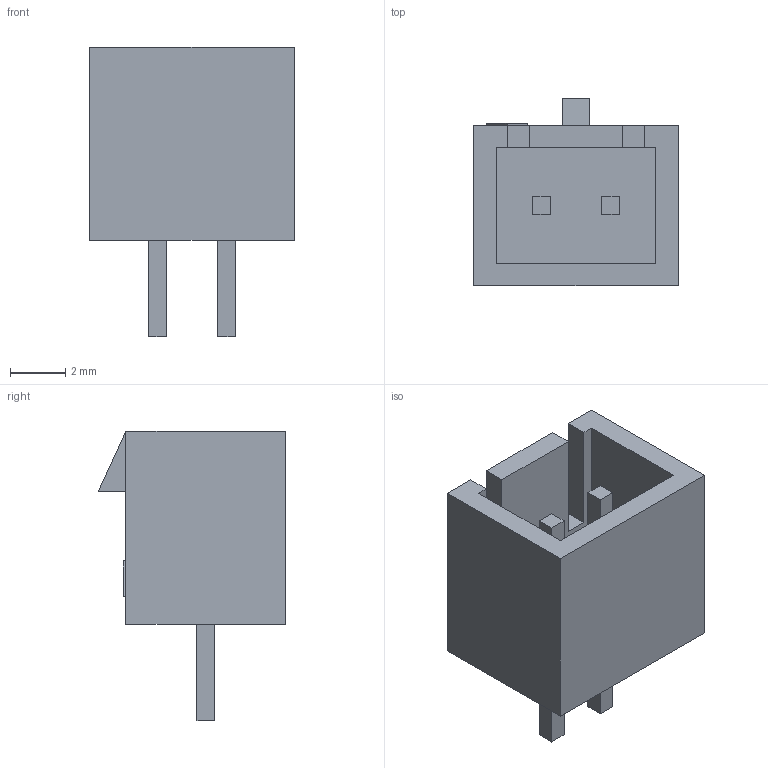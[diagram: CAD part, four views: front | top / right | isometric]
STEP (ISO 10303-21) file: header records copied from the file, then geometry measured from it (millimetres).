
FILE_DESCRIPTION(('FreeCAD Model'),'2;1');
FILE_NAME('연호전자_SMW250-02P.STEP', '2020-08-18T14:02:16',('Author'),(''), 'Open CASCADE STEP processor 7.3','FreeCAD','Unknown');
FILE_SCHEMA(('AUTOMOTIVE_DESIGN { 1 0 10303 214 1 1 1 1 }'));
Length unit declared in the file: millimetre
Products named in the file (1): Body
Bounding box: 7.4 x 6.8 x 10.5 mm (x, y, z)
Volume: 180.9 mm3; surface area: 412.9 mm2
Topology: 1 solids, 1 shells, 46 faces, 115 edges, 76 vertices
Faces by surface type: plane 46
Entity records: 2859 total; most frequent: CARTESIAN_POINT 468, DIRECTION 439, LINE 345, VECTOR 345, ORIENTED_EDGE 230, PCURVE 230, DEFINITIONAL_REPRESENTATION 230, EDGE_CURVE 115
